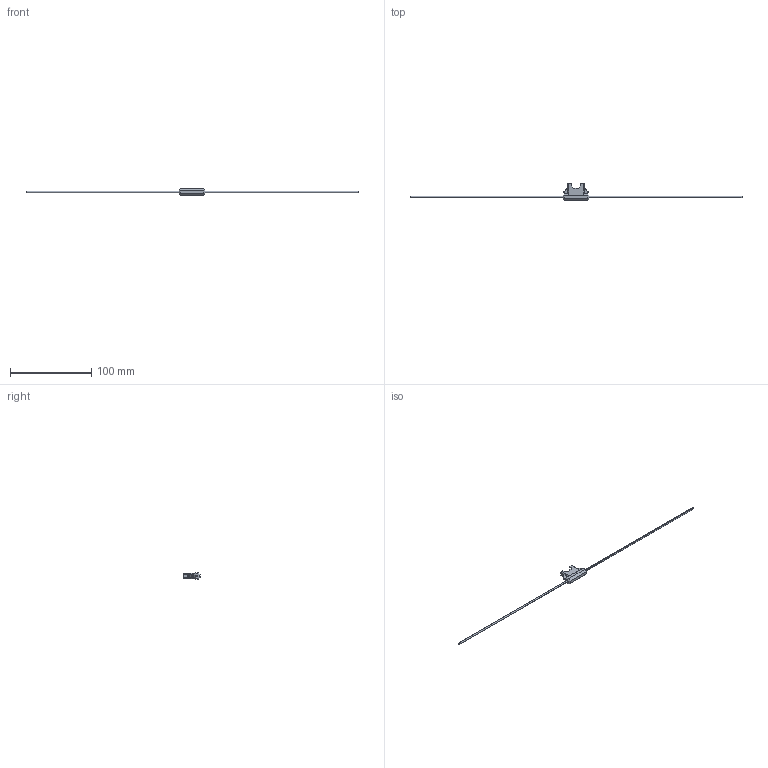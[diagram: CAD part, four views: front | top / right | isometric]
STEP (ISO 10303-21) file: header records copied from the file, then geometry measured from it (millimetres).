
FILE_DESCRIPTION (( 'STEP AP214' ), '1' );
FILE_NAME ('BF356S.STEP', '2024-06-05T01:26:38', ( '' ), ( '' ), 'SwSTEP 2.0', 'SolidWorks 2021', '' );
FILE_SCHEMA (( 'AUTOMOTIVE_DESIGN' ));
Length unit declared in the file: millimetre
Products named in the file (1): BF356S
Bounding box: 407.75 x 20.65 x 8 mm (x, y, z)
Volume: 3914.5 mm3; surface area: 6907.2 mm2
Topology: 5 solids, 5 shells, 100 faces, 244 edges, 156 vertices
Faces by surface type: plane 88, cylinder 12
Entity records: 3016 total; most frequent: CARTESIAN_POINT 501, ORIENTED_EDGE 488, DIRECTION 470, EDGE_CURVE 244, VECTOR 220, LINE 220, VERTEX_POINT 156, AXIS2_PLACEMENT_3D 125
